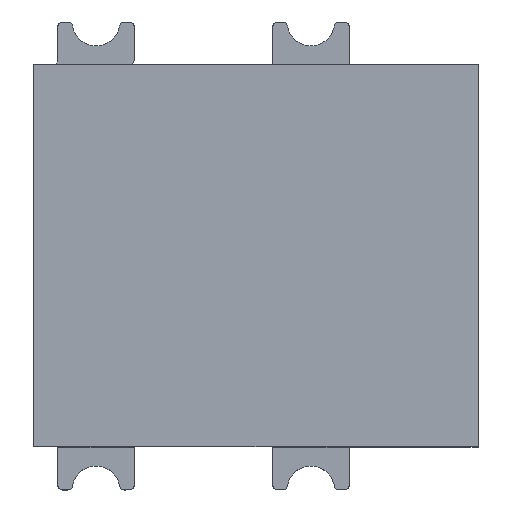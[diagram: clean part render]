
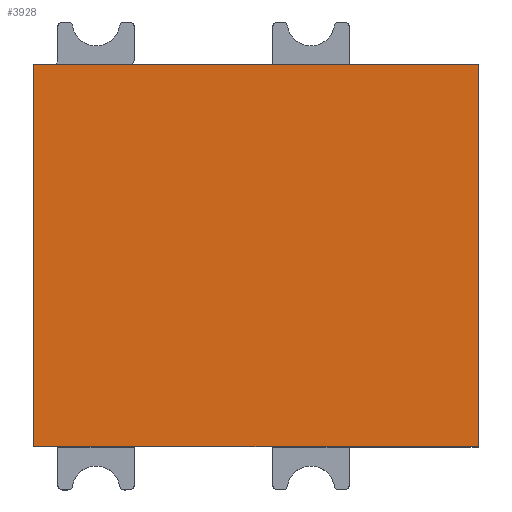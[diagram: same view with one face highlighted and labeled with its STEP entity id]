
A CAD part, top view. The second image highlights one B-rep face of the part: STEP entity #3928.
In plain terms, the highlighted planar face has unit normal (0, 0, 1).
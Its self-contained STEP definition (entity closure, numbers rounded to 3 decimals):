
#369=LINE('',#6518,#778);
#372=LINE('',#6525,#781);
#378=LINE('',#6537,#787);
#379=LINE('',#6538,#788);
#778=VECTOR('',#5360,1000.);
#781=VECTOR('',#5365,1000.);
#787=VECTOR('',#5373,1000.);
#788=VECTOR('',#5374,1000.);
#969=PLANE('',#4337);
#1913=ORIENTED_EDGE('',*,*,#2603,.F.);
#1914=ORIENTED_EDGE('',*,*,#2594,.F.);
#1915=ORIENTED_EDGE('',*,*,#2604,.T.);
#1916=ORIENTED_EDGE('',*,*,#2597,.T.);
#2594=EDGE_CURVE('',#3011,#3005,#369,.T.);
#2597=EDGE_CURVE('',#3015,#3014,#372,.T.);
#2603=EDGE_CURVE('',#3005,#3014,#378,.T.);
#2604=EDGE_CURVE('',#3011,#3015,#379,.T.);
#3005=VERTEX_POINT('',#6505);
#3011=VERTEX_POINT('',#6517);
#3014=VERTEX_POINT('',#6524);
#3015=VERTEX_POINT('',#6526);
#3391=EDGE_LOOP('',(#1913,#1914,#1915,#1916));
#3638=FACE_BOUND('',#3391,.T.);
#3928=ADVANCED_FACE('',(#3638),#969,.T.);
#4337=AXIS2_PLACEMENT_3D('',#6536,#5371,#5372);
#5360=DIRECTION('',(0.,1.,0.));
#5365=DIRECTION('',(0.,1.,0.));
#5371=DIRECTION('',(0.,0.,1.));
#5372=DIRECTION('',(1.,0.,0.));
#5373=DIRECTION('',(1.,0.,0.));
#5374=DIRECTION('',(1.,0.,0.));
#6505=CARTESIAN_POINT('',(-4.,4.65,2.65));
#6517=CARTESIAN_POINT('',(-4.,-4.65,2.65));
#6518=CARTESIAN_POINT('',(-4.,-4.65,2.65));
#6524=CARTESIAN_POINT('',(4.,4.65,2.65));
#6525=CARTESIAN_POINT('',(4.,-4.65,2.65));
#6526=CARTESIAN_POINT('',(4.,-4.65,2.65));
#6536=CARTESIAN_POINT('',(-4.,-4.65,2.65));
#6537=CARTESIAN_POINT('',(-4.,4.65,2.65));
#6538=CARTESIAN_POINT('',(-4.,-4.65,2.65));
